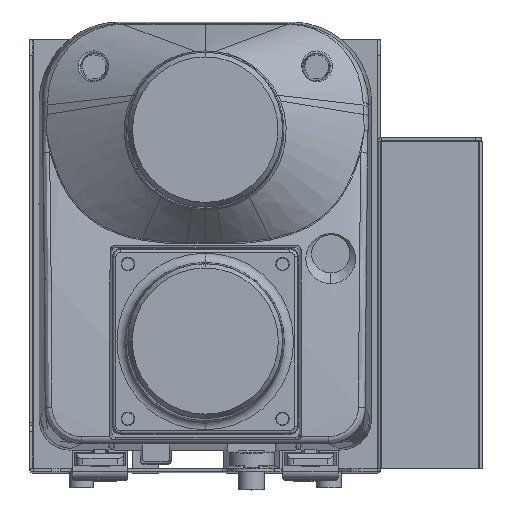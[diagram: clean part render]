
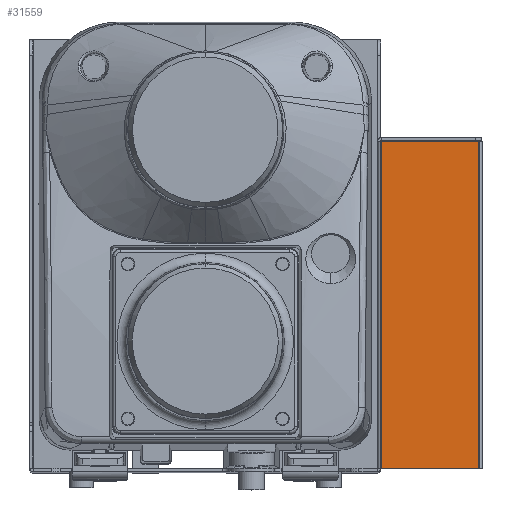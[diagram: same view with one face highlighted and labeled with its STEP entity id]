
A CAD part, top view. The second image highlights one B-rep face of the part: STEP entity #31559.
In plain terms, the highlighted planar face has unit normal (0, 0, 1).
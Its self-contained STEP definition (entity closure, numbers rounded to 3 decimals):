
#22856=DIRECTION('',(0.,-1.,0.));
#22857=VECTOR('',#22856,105.7);
#22858=CARTESIAN_POINT('',(56.8,12.5,1.9));
#22859=LINE('',#22858,#22857);
#22874=DIRECTION('',(1.,0.,0.));
#22875=VECTOR('',#22874,31.6);
#22876=CARTESIAN_POINT('',(56.8,-93.2,1.9));
#22877=LINE('',#22876,#22875);
#22878=DIRECTION('',(-1.,0.,0.));
#22879=VECTOR('',#22878,31.6);
#22880=CARTESIAN_POINT('',(88.4,12.5,1.9));
#22881=LINE('',#22880,#22879);
#22899=DIRECTION('',(0.,-1.,0.));
#22900=VECTOR('',#22899,105.7);
#22901=CARTESIAN_POINT('',(88.4,12.5,1.9));
#22902=LINE('',#22901,#22900);
#25061=CARTESIAN_POINT('',(56.8,12.5,1.9));
#25062=CARTESIAN_POINT('',(56.8,-93.2,1.9));
#25063=VERTEX_POINT('',#25061);
#25064=VERTEX_POINT('',#25062);
#25097=CARTESIAN_POINT('',(88.4,-93.2,1.9));
#25098=VERTEX_POINT('',#25097);
#25099=CARTESIAN_POINT('',(88.4,12.5,1.9));
#25100=VERTEX_POINT('',#25099);
#31545=CARTESIAN_POINT('',(55.7,-93.2,1.9));
#31546=DIRECTION('',(0.,0.,1.));
#31547=DIRECTION('',(0.,-1.,0.));
#31548=AXIS2_PLACEMENT_3D('',#31545,#31546,#31547);
#31549=PLANE('',#31548);
#31551=ORIENTED_EDGE('',*,*,#31550,.F.);
#31552=ORIENTED_EDGE('',*,*,#31532,.F.);
#31554=ORIENTED_EDGE('',*,*,#31553,.F.);
#31556=ORIENTED_EDGE('',*,*,#31555,.T.);
#31557=EDGE_LOOP('',(#31551,#31552,#31554,#31556));
#31558=FACE_OUTER_BOUND('',#31557,.F.);
#31532=EDGE_CURVE('',#25063,#25064,#22859,.T.);
#31550=EDGE_CURVE('',#25064,#25098,#22877,.T.);
#31553=EDGE_CURVE('',#25100,#25063,#22881,.T.);
#31555=EDGE_CURVE('',#25100,#25098,#22902,.T.);
#31559=ADVANCED_FACE('',(#31558),#31549,.T.);
